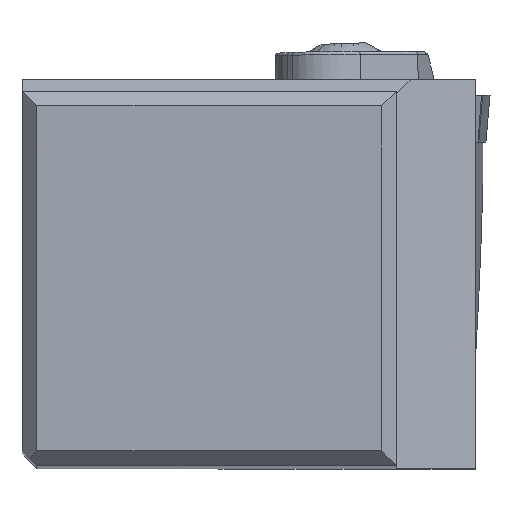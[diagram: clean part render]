
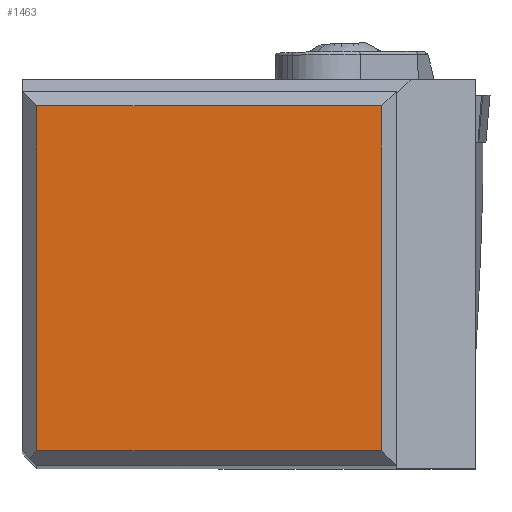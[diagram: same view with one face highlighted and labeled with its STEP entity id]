
A CAD part, top view. The second image highlights one B-rep face of the part: STEP entity #1463.
In plain terms, the highlighted planar face has unit normal (0, 0, 1).
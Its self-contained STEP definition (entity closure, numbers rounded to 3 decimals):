
#1289=FACE_OUTER_BOUND('',#1751,.T.);
#1463=ADVANCED_FACE('',(#1289),#1629,.T.);
#1629=PLANE('',#4798);
#1751=EDGE_LOOP('',(#2181,#2182,#2183,#2184));
#2181=ORIENTED_EDGE('',*,*,#3412,.T.);
#2182=ORIENTED_EDGE('',*,*,#3413,.F.);
#2183=ORIENTED_EDGE('',*,*,#3414,.F.);
#2184=ORIENTED_EDGE('',*,*,#3407,.F.);
#3023=VERTEX_POINT('',#6549);
#3024=VERTEX_POINT('',#6550);
#3025=VERTEX_POINT('',#6556);
#3026=VERTEX_POINT('',#6560);
#3407=EDGE_CURVE('',#3023,#3024,#4106,.T.);
#3412=EDGE_CURVE('',#3023,#3025,#4111,.T.);
#3413=EDGE_CURVE('',#3026,#3025,#4112,.T.);
#3414=EDGE_CURVE('',#3024,#3026,#4113,.T.);
#4106=LINE('',#6548,#4337);
#4111=LINE('',#6557,#4342);
#4112=LINE('',#6559,#4343);
#4113=LINE('',#6561,#4344);
#4337=VECTOR('',#5427,1.);
#4342=VECTOR('',#5434,1.);
#4343=VECTOR('',#5437,1.);
#4344=VECTOR('',#5438,1.);
#4798=AXIS2_PLACEMENT_3D('',#6562,#5439,#5440);
#5427=DIRECTION('',(0.,-1.,0.));
#5434=DIRECTION('',(-1.,0.,0.));
#5437=DIRECTION('',(0.,1.,0.));
#5438=DIRECTION('',(-1.,0.,0.));
#5439=DIRECTION('',(0.,0.,1.));
#5440=DIRECTION('',(-1.,0.,0.));
#6548=CARTESIAN_POINT('',(24.4,24.4,0.));
#6549=CARTESIAN_POINT('',(24.4,24.4,0.));
#6550=CARTESIAN_POINT('',(24.4,1.,0.));
#6556=CARTESIAN_POINT('',(1.,24.4,0.));
#6557=CARTESIAN_POINT('',(24.4,24.4,0.));
#6559=CARTESIAN_POINT('',(1.,1.,0.));
#6560=CARTESIAN_POINT('',(1.,1.,0.));
#6561=CARTESIAN_POINT('',(24.4,1.,0.));
#6562=CARTESIAN_POINT('',(12.7,12.7,0.));
